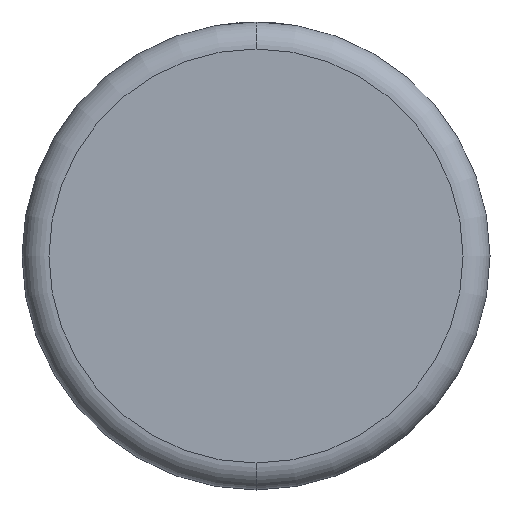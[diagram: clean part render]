
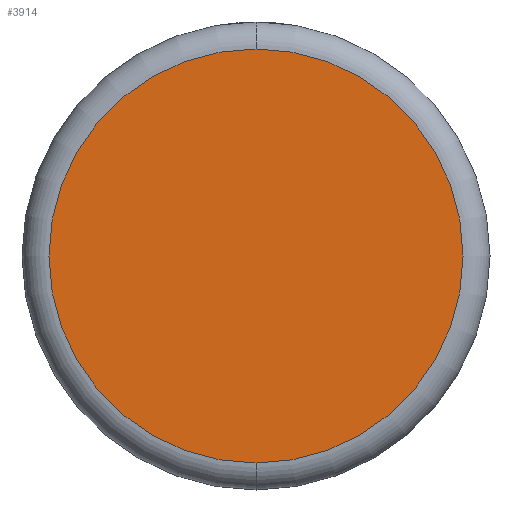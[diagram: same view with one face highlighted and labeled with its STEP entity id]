
A CAD part, front view. The second image highlights one B-rep face of the part: STEP entity #3914.
In plain terms, the highlighted planar face has unit normal (0, -1, 0).
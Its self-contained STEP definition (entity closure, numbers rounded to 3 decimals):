
#12 = DIRECTION ( 'NONE',  ( 0., 0., 1. ) ) ;
#19 = EDGE_CURVE ( 'NONE', #1855, #3984, #853, .T. ) ;
#168 = PLANE ( 'NONE',  #1370 ) ;
#285 = FACE_OUTER_BOUND ( 'NONE', #1043, .T. ) ;
#853 = CIRCLE ( 'NONE', #882, 18.138 ) ;
#881 = DIRECTION ( 'NONE',  ( 0., 1., 0. ) ) ;
#882 = AXIS2_PLACEMENT_3D ( 'NONE', #1232, #3022, #1213 ) ;
#1043 = EDGE_LOOP ( 'NONE', ( #2015, #3114 ) ) ;
#1213 = DIRECTION ( 'NONE',  ( 0., 0., 1. ) ) ;
#1232 = CARTESIAN_POINT ( 'NONE',  ( 0., 0., 0. ) ) ;
#1370 = AXIS2_PLACEMENT_3D ( 'NONE', #2665, #881, #4169 ) ;
#1855 = VERTEX_POINT ( 'NONE', #3481 ) ;
#2015 = ORIENTED_EDGE ( 'NONE', *, *, #2395, .T. ) ;
#2395 = EDGE_CURVE ( 'NONE', #3984, #1855, #4488, .T. ) ;
#2665 = CARTESIAN_POINT ( 'NONE',  ( 0., 0., 0. ) ) ;
#2889 = CARTESIAN_POINT ( 'NONE',  ( 0., 0., 0. ) ) ;
#3022 = DIRECTION ( 'NONE',  ( 0., -1., 0. ) ) ;
#3114 = ORIENTED_EDGE ( 'NONE', *, *, #19, .T. ) ;
#3474 = AXIS2_PLACEMENT_3D ( 'NONE', #2889, #4025, #12 ) ;
#3481 = CARTESIAN_POINT ( 'NONE',  ( 0., 0., -18.138 ) ) ;
#3914 = ADVANCED_FACE ( 'NONE', ( #285 ), #168, .F. ) ;
#3947 = CARTESIAN_POINT ( 'NONE',  ( 0., 0., 18.138 ) ) ;
#3984 = VERTEX_POINT ( 'NONE', #3947 ) ;
#4025 = DIRECTION ( 'NONE',  ( 0., -1., 0. ) ) ;
#4169 = DIRECTION ( 'NONE',  ( 0., 0., 1. ) ) ;
#4488 = CIRCLE ( 'NONE', #3474, 18.138 ) ;
